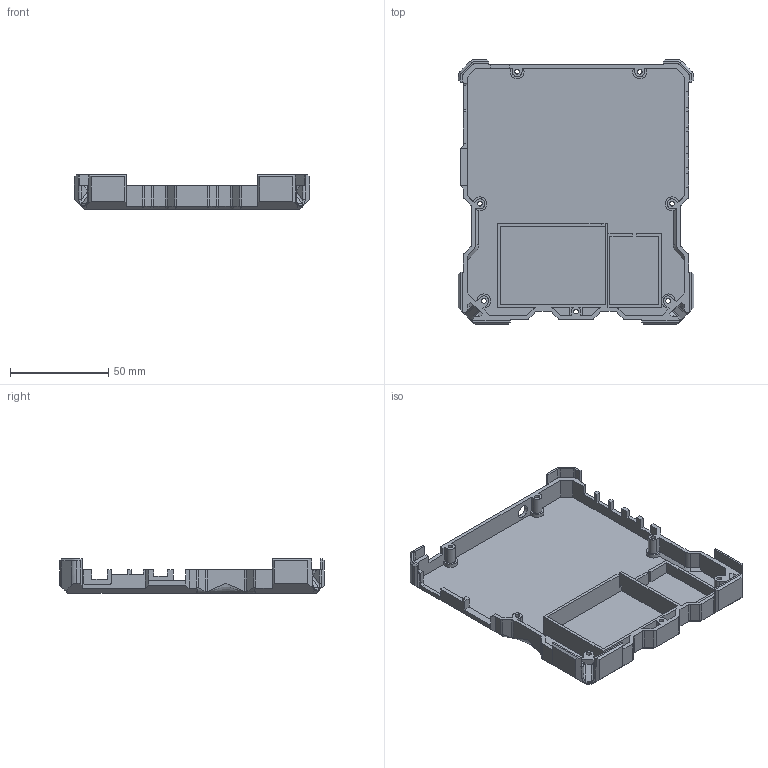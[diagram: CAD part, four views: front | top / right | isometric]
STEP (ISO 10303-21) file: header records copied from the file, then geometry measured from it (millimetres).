
FILE_DESCRIPTION(('FreeCAD Model'),'2;1');
FILE_NAME('Open CASCADE Shape Model','2025-06-22T15:54:19',(''),(''), 'Open CASCADE STEP processor 7.8','FreeCAD','Unknown');
FILE_SCHEMA(('AUTOMOTIVE_DESIGN { 1 0 10303 214 1 1 1 1 }'));
Length unit declared in the file: millimetre
Products named in the file (1): field_test_case
Bounding box: 120 x 135 x 17.5 mm (x, y, z)
Volume: 40152.4 mm3; surface area: 46859.6 mm2
Topology: 1 solids, 1 shells, 367 faces, 1084 edges, 711 vertices
Faces by surface type: plane 273, cylinder 74, cone 14, bspline 4, torus 2
Full cylindrical faces by diameter (mm): 2.4 x7, 4.4 x7, 6.6 x1
Entity records: 13019 total; most frequent: CARTESIAN_POINT 3131, ORIENTED_EDGE 2144, DIRECTION 1989, EDGE_CURVE 1072, LINE 795, VECTOR 795, VERTEX_POINT 707, AXIS2_PLACEMENT_3D 597
